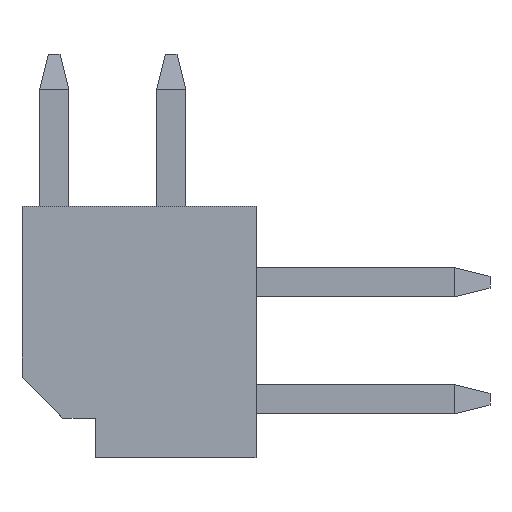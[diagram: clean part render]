
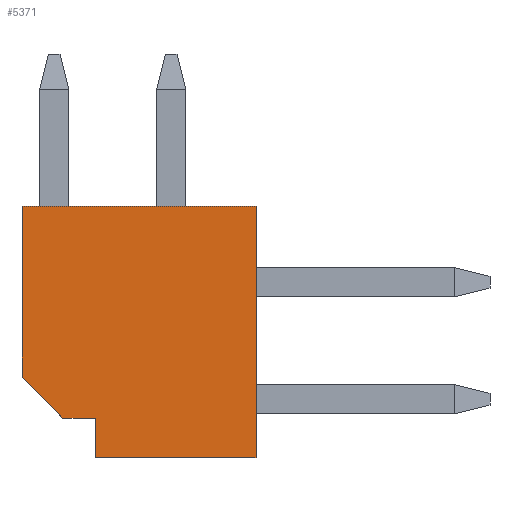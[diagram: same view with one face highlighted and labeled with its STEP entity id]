
A CAD part, left-side view. The second image highlights one B-rep face of the part: STEP entity #5371.
In plain terms, the highlighted planar face has unit normal (-1, 0, 0).
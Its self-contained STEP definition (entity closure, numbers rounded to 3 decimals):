
#5=DIRECTION('',(0.,-1.,0.));
#6=VECTOR('',#5,2.75);
#7=CARTESIAN_POINT('',(-7.,0.75,-2.15));
#8=LINE('',#7,#6);
#473=DIRECTION('',(0.,-1.,0.));
#474=VECTOR('',#473,4.);
#475=CARTESIAN_POINT('',(-7.,2.,2.15));
#476=LINE('',#475,#474);
#1019=DIRECTION('',(0.,0.,1.));
#1020=VECTOR('',#1019,4.3);
#1021=CARTESIAN_POINT('',(-7.,-2.,-2.15));
#1022=LINE('',#1021,#1020);
#1247=DIRECTION('',(0.,-0.707,-0.707));
#1248=VECTOR('',#1247,0.99);
#1249=CARTESIAN_POINT('',(-7.,2.,-0.77));
#1250=LINE('',#1249,#1248);
#1251=DIRECTION('',(0.,0.,1.));
#1252=VECTOR('',#1251,2.92);
#1253=CARTESIAN_POINT('',(-7.,2.,-0.77));
#1254=LINE('',#1253,#1252);
#1255=DIRECTION('',(0.,0.,1.));
#1256=VECTOR('',#1255,0.68);
#1257=CARTESIAN_POINT('',(-7.,0.75,-2.15));
#1258=LINE('',#1257,#1256);
#1259=DIRECTION('',(0.,-1.,0.));
#1260=VECTOR('',#1259,0.55);
#1261=CARTESIAN_POINT('',(-7.,1.3,-1.47));
#1262=LINE('',#1261,#1260);
#3039=CARTESIAN_POINT('',(-7.,-2.,-2.15));
#3041=VERTEX_POINT('',#3039);
#3043=CARTESIAN_POINT('',(-7.,2.,2.15));
#3044=CARTESIAN_POINT('',(-7.,-2.,2.15));
#3045=VERTEX_POINT('',#3043);
#3046=VERTEX_POINT('',#3044);
#3051=CARTESIAN_POINT('',(-7.,0.75,-2.15));
#3053=VERTEX_POINT('',#3051);
#3055=CARTESIAN_POINT('',(-7.,2.,-0.77));
#3056=CARTESIAN_POINT('',(-7.,1.3,-1.47));
#3057=VERTEX_POINT('',#3055);
#3058=VERTEX_POINT('',#3056);
#3059=CARTESIAN_POINT('',(-7.,0.75,-1.47));
#3060=VERTEX_POINT('',#3059);
#5356=CARTESIAN_POINT('',(-7.,2.,-2.15));
#5357=DIRECTION('',(-1.,0.,0.));
#5358=DIRECTION('',(0.,-1.,0.));
#5359=AXIS2_PLACEMENT_3D('',#5356,#5357,#5358);
#5360=PLANE('',#5359);
#5361=ORIENTED_EDGE('',*,*,#4162,.F.);
#5363=ORIENTED_EDGE('',*,*,#5362,.T.);
#5364=ORIENTED_EDGE('',*,*,#4293,.T.);
#5365=ORIENTED_EDGE('',*,*,#5218,.F.);
#5366=ORIENTED_EDGE('',*,*,#3970,.F.);
#5367=ORIENTED_EDGE('',*,*,#3989,.T.);
#5368=ORIENTED_EDGE('',*,*,#4744,.F.);
#5369=EDGE_LOOP('',(#5361,#5363,#5364,#5365,#5366,#5367,#5368));
#5370=FACE_OUTER_BOUND('',#5369,.F.);
#5371=ADVANCED_FACE('',(#5370),#5360,.T.);
#3970=EDGE_CURVE('',#3053,#3041,#8,.T.);
#3989=EDGE_CURVE('',#3053,#3060,#1258,.T.);
#4162=EDGE_CURVE('',#3057,#3058,#1250,.T.);
#4293=EDGE_CURVE('',#3045,#3046,#476,.T.);
#4744=EDGE_CURVE('',#3058,#3060,#1262,.T.);
#5218=EDGE_CURVE('',#3041,#3046,#1022,.T.);
#5362=EDGE_CURVE('',#3057,#3045,#1254,.T.);
